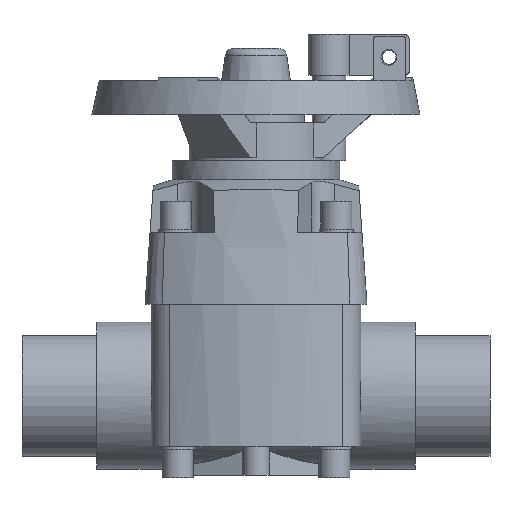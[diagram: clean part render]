
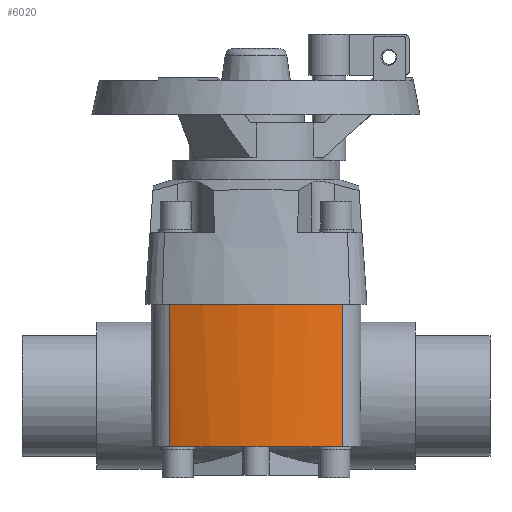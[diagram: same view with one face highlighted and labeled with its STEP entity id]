
A CAD part, front view. The second image highlights one B-rep face of the part: STEP entity #6020.
In plain terms, the highlighted cylindrical face has radius 85.8 mm (diameter 171.6 mm), a partial arc.
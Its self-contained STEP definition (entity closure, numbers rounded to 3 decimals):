
#1723=CARTESIAN_POINT('',(-31.213,-41.971,-21.003));
#1724=VERTEX_POINT('',#1723);
#1855=CARTESIAN_POINT('',(31.213,-41.971,-21.003));
#1856=VERTEX_POINT('',#1855);
#4433=CARTESIAN_POINT('',(35.946,-39.957,-21.003));
#4434=VERTEX_POINT('',#4433);
#4435=CARTESIAN_POINT('',(0.,37.95,-21.003));
#4436=DIRECTION('',(0.0,0.0,1.0));
#4437=DIRECTION('',(0.419,-0.908,0.0));
#4438=AXIS2_PLACEMENT_3D('',#4435,#4436,#4437);
#4439=CIRCLE('',#4438,85.8);
#4440=EDGE_CURVE('',#1856,#4434,#4439,.T.);
#4525=CARTESIAN_POINT('',(-35.946,-39.957,-21.003));
#4526=VERTEX_POINT('',#4525);
#4535=CARTESIAN_POINT('',(0.,37.95,-21.003));
#4536=DIRECTION('',(0.0,0.0,1.0));
#4537=DIRECTION('',(0.419,-0.908,0.0));
#4538=AXIS2_PLACEMENT_3D('',#4535,#4536,#4537);
#4539=CIRCLE('',#4538,85.8);
#4540=EDGE_CURVE('',#4526,#1724,#4539,.T.);
#4706=CARTESIAN_POINT('',(0.,37.95,-21.003));
#4707=DIRECTION('',(0.0,0.0,1.0));
#4708=DIRECTION('',(0.419,-0.908,0.0));
#4709=AXIS2_PLACEMENT_3D('',#4706,#4707,#4708);
#4710=CIRCLE('',#4709,85.8);
#4711=EDGE_CURVE('',#1724,#1856,#4710,.T.);
#5015=CARTESIAN_POINT('',(-35.946,-39.957,38.05));
#5016=VERTEX_POINT('',#5015);
#5024=CARTESIAN_POINT('',(35.946,-39.957,38.05));
#5025=VERTEX_POINT('',#5024);
#5026=CARTESIAN_POINT('',(0.,37.95,38.05));
#5027=DIRECTION('',(0.0,0.0,-1.0));
#5028=DIRECTION('',(0.419,-0.908,0.0));
#5029=AXIS2_PLACEMENT_3D('',#5026,#5027,#5028);
#5030=CIRCLE('',#5029,85.8);
#5031=EDGE_CURVE('',#5025,#5016,#5030,.T.);
#5991=CARTESIAN_POINT('',(-35.946,-39.957,38.05));
#5992=DIRECTION('',(0.0,0.0,-1.0));
#5993=VECTOR('',#5992,59.053);
#5994=LINE('',#5991,#5993);
#5995=EDGE_CURVE('',#5016,#4526,#5994,.T.);
#6002=CARTESIAN_POINT('',(0.,37.95,38.05));
#6003=DIRECTION('',(0.0,0.0,-1.0));
#6004=DIRECTION('',(0.419,-0.908,0.0));
#6005=AXIS2_PLACEMENT_3D('',#6002,#6003,#6004);
#6006=CYLINDRICAL_SURFACE('',#6005,85.8);
#6007=ORIENTED_EDGE('',*,*,#4540,.T.);
#6008=ORIENTED_EDGE('',*,*,#4711,.T.);
#6009=ORIENTED_EDGE('',*,*,#4440,.T.);
#6010=CARTESIAN_POINT('',(35.946,-39.957,38.05));
#6011=DIRECTION('',(0.0,0.0,-1.0));
#6012=VECTOR('',#6011,59.053);
#6013=LINE('',#6010,#6012);
#6014=EDGE_CURVE('',#5025,#4434,#6013,.T.);
#6015=ORIENTED_EDGE('',*,*,#6014,.F.);
#6016=ORIENTED_EDGE('',*,*,#5031,.T.);
#6017=ORIENTED_EDGE('',*,*,#5995,.T.);
#6018=EDGE_LOOP('',(#6007,#6008,#6009,#6015,#6016,#6017));
#6019=FACE_OUTER_BOUND('',#6018,.T.);
#6020=ADVANCED_FACE('',(#6019),#6006,.T.);
